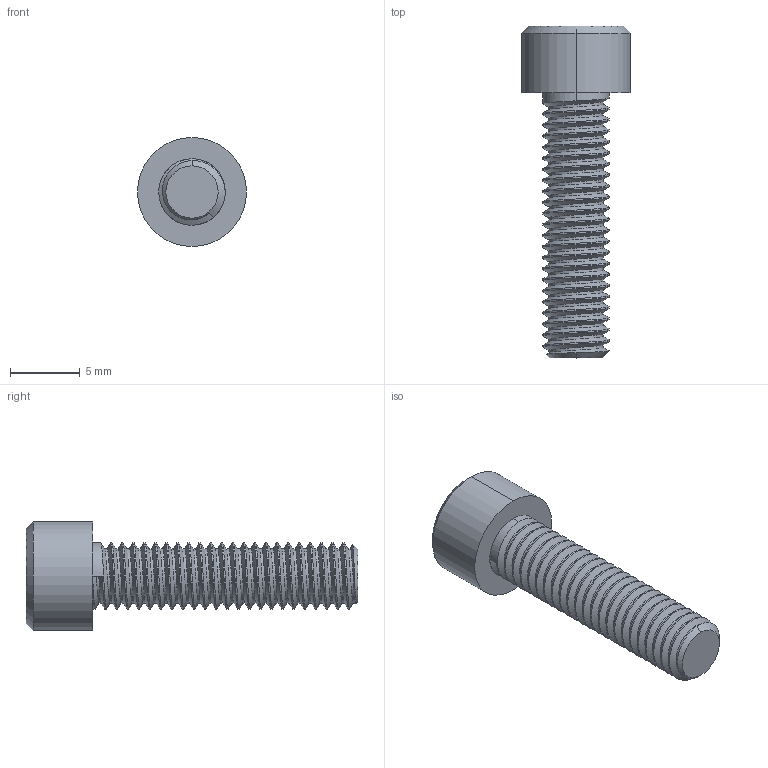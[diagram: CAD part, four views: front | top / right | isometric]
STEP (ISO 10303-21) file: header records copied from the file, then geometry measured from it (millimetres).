
FILE_DESCRIPTION (( 'STEP AP214' ), '1' );
FILE_NAME ('SHCS 10-32 x 0.75.step', '2018-12-20T18:45:34', ( '' ), ( '' ), 'SwSTEP 2.0', 'SolidWorks 2018', '' );
FILE_SCHEMA (( 'AUTOMOTIVE_DESIGN' ));
Length unit declared in the file: inch
Products named in the file (1): SHCS 10-32 x 0.75
Bounding box: 7.82 x 23.83 x 7.82 mm (x, y, z)
Volume: 465.8 mm3; surface area: 651.5 mm2
Topology: 1 solids, 1 shells, 75 faces, 203 edges, 132 vertices
Faces by surface type: cylinder 50, plane 18, cone 4, bspline 3
Entity records: 5819 total; most frequent: CARTESIAN_POINT 4205, ORIENTED_EDGE 406, DIRECTION 254, EDGE_CURVE 203, VERTEX_POINT 132, AXIS2_PLACEMENT_3D 85, VECTOR 84, LINE 84
